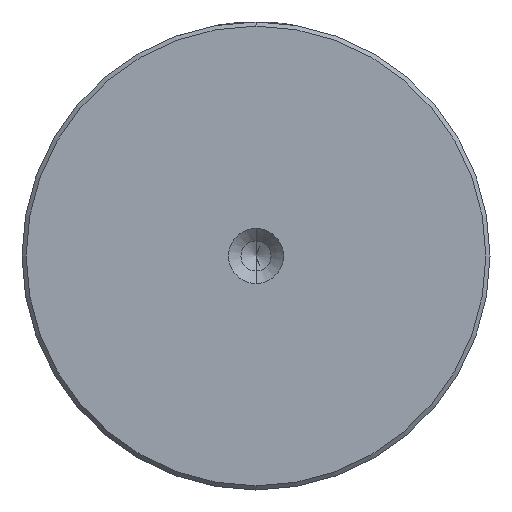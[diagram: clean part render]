
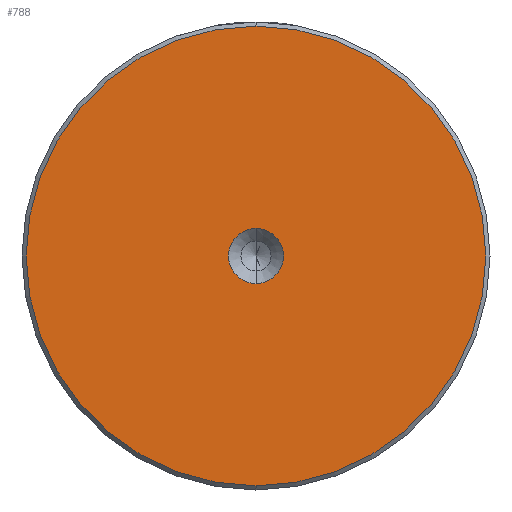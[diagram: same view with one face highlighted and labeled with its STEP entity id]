
A CAD part, left-side view. The second image highlights one B-rep face of the part: STEP entity #788.
In plain terms, the highlighted planar face has unit normal (-1, 0, 0).
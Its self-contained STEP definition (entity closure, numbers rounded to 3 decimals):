
#1 = DIRECTION ( 'NONE',  ( 0., 0., 1. ) ) ;
#8 = DIRECTION ( 'NONE',  ( -1., 0., 0. ) ) ;
#136 = DIRECTION ( 'NONE',  ( -1., 0., 0. ) ) ;
#191 = CARTESIAN_POINT ( 'NONE',  ( 0., 0., 0. ) ) ;
#209 = PLANE ( 'NONE',  #2024 ) ;
#233 = ORIENTED_EDGE ( 'NONE', *, *, #2070, .F. ) ;
#274 = AXIS2_PLACEMENT_3D ( 'NONE', #1214, #136, #1403 ) ;
#336 = EDGE_LOOP ( 'NONE', ( #1209, #724 ) ) ;
#388 = CARTESIAN_POINT ( 'NONE',  ( 0., 0., 3.3 ) ) ;
#453 = CIRCLE ( 'NONE', #1990, 27.5 ) ;
#462 = EDGE_LOOP ( 'NONE', ( #233, #2031 ) ) ;
#463 = CARTESIAN_POINT ( 'NONE',  ( 0., 0., -3.3 ) ) ;
#569 = FACE_BOUND ( 'NONE', #462, .T. ) ;
#724 = ORIENTED_EDGE ( 'NONE', *, *, #1514, .T. ) ;
#743 = EDGE_CURVE ( 'NONE', #2199, #1859, #1515, .T. ) ;
#767 = CIRCLE ( 'NONE', #274, 3.3 ) ;
#788 = ADVANCED_FACE ( 'NONE', ( #1410, #569 ), #209, .T. ) ;
#856 = DIRECTION ( 'NONE',  ( -1., 0., 0. ) ) ;
#887 = DIRECTION ( 'NONE',  ( -1., 0., 0. ) ) ;
#1161 = CARTESIAN_POINT ( 'NONE',  ( 0., 0., 27.5 ) ) ;
#1209 = ORIENTED_EDGE ( 'NONE', *, *, #743, .T. ) ;
#1214 = CARTESIAN_POINT ( 'NONE',  ( 0., 0., 0. ) ) ;
#1403 = DIRECTION ( 'NONE',  ( 0., 0., 1. ) ) ;
#1410 = FACE_OUTER_BOUND ( 'NONE', #336, .T. ) ;
#1425 = AXIS2_PLACEMENT_3D ( 'NONE', #1812, #1806, #1628 ) ;
#1471 = AXIS2_PLACEMENT_3D ( 'NONE', #1956, #887, #2137 ) ;
#1514 = EDGE_CURVE ( 'NONE', #1859, #2199, #453, .T. ) ;
#1515 = CIRCLE ( 'NONE', #1425, 27.5 ) ;
#1628 = DIRECTION ( 'NONE',  ( 0., 0., 1. ) ) ;
#1633 = VERTEX_POINT ( 'NONE', #388 ) ;
#1806 = DIRECTION ( 'NONE',  ( -1., 0., 0. ) ) ;
#1812 = CARTESIAN_POINT ( 'NONE',  ( 0., 0., 0. ) ) ;
#1859 = VERTEX_POINT ( 'NONE', #1161 ) ;
#1921 = CIRCLE ( 'NONE', #1471, 3.3 ) ;
#1929 = CARTESIAN_POINT ( 'NONE',  ( 0., 0., 0. ) ) ;
#1956 = CARTESIAN_POINT ( 'NONE',  ( 0., 0., 0. ) ) ;
#1990 = AXIS2_PLACEMENT_3D ( 'NONE', #1929, #856, #2109 ) ;
#2024 = AXIS2_PLACEMENT_3D ( 'NONE', #191, #8, #1 ) ;
#2031 = ORIENTED_EDGE ( 'NONE', *, *, #2195, .F. ) ;
#2070 = EDGE_CURVE ( 'NONE', #1633, #2320, #767, .T. ) ;
#2109 = DIRECTION ( 'NONE',  ( 0., 0., 1. ) ) ;
#2120 = CARTESIAN_POINT ( 'NONE',  ( 0., 0., -27.5 ) ) ;
#2137 = DIRECTION ( 'NONE',  ( 0., 0., 1. ) ) ;
#2195 = EDGE_CURVE ( 'NONE', #2320, #1633, #1921, .T. ) ;
#2199 = VERTEX_POINT ( 'NONE', #2120 ) ;
#2320 = VERTEX_POINT ( 'NONE', #463 ) ;
